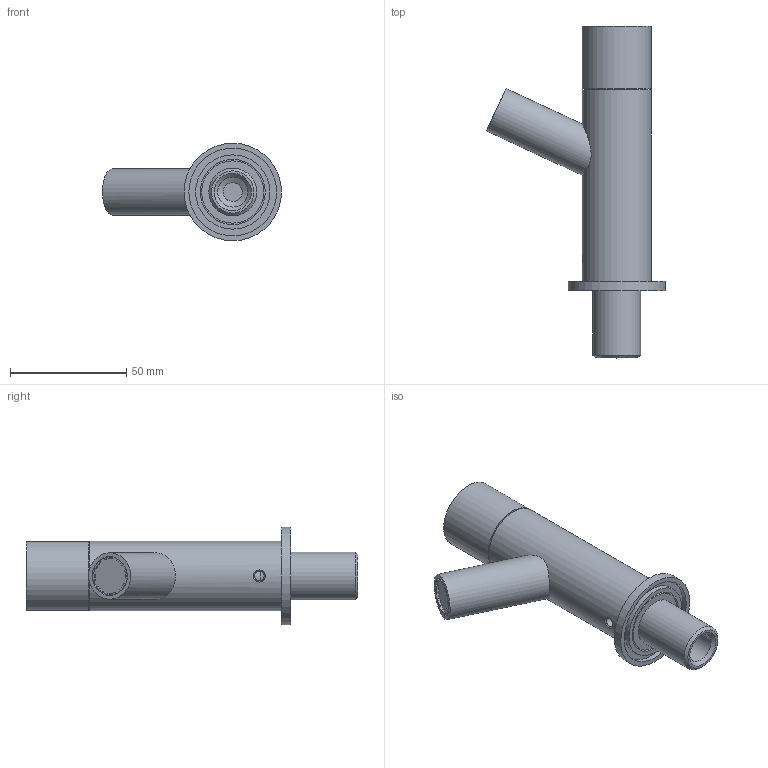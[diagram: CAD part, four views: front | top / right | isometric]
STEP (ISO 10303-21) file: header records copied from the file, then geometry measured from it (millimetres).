
FILE_DESCRIPTION( ( 'Unknown' ), '1' );
FILE_NAME( 'Dude EW001.stp', 'Unknown', ( 'Unknown' ), ( 'Unknown' ), 'PSStep 17.0.49', 'Unknown', ' ' );
FILE_SCHEMA( ( 'AUTOMOTIVE_DESIGN { 1 0 10303 214 1 1 1 1 }' ) );
Length unit declared in the file: millimetre
Products named in the file (7): Assem1; ew001_4; ew001_5; ew001_6; ew001_8; ew001_9; ew001_12
Assembly tree (6 placements, depth 2):
  Assem1
    ew001_4
    ew001_5
    ew001_6
    ew001_8
    ew001_9
    ew001_12
Bounding box: 77.11 x 143 x 42 mm (x, y, z)
Volume: 62518.2 mm3; surface area: 37682.7 mm2
Topology: 6 solids, 6 shells, 156 faces, 342 edges, 222 vertices
Faces by surface type: plane 78, cylinder 53, cone 15, torus 5, bspline 3, revolution 2
Full cylindrical faces by diameter (mm): 4.2 x1, 8.2 x1, 9 x1, 9.2 x1, 10 x1, 10.2 x1, 10.7 x1, 12 x1, 13 x2, 14.3 x2, 15 x3, 15.5 x1, 16 x1, 16.3 x2, 16.7 x1, 18.5 x3, 18.8 x1, 18.9 x1, 19 x1, 20 x1, 20.6 x2, 20.8 x2, 21.3 x1, 23 x1, 24.2 x1, 26.4 x1, 26.8 x1, 26.93 x1, 28 x1, 28.2 x1
Entity records: 6508 total; most frequent: CARTESIAN_POINT 1319, DIRECTION 694, ORIENTED_EDGE 520, PRESENTATION_STYLE_ASSIGNMENT 318, COLOUR_RGB 318, AXIS2_PLACEMENT_3D 293, EDGE_CURVE 260, EDGE_LOOP 258
